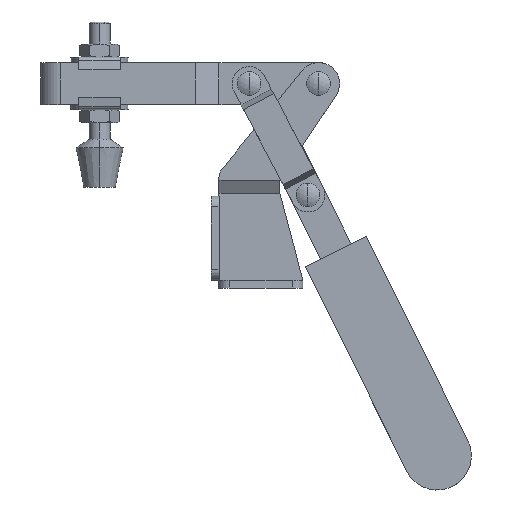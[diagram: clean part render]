
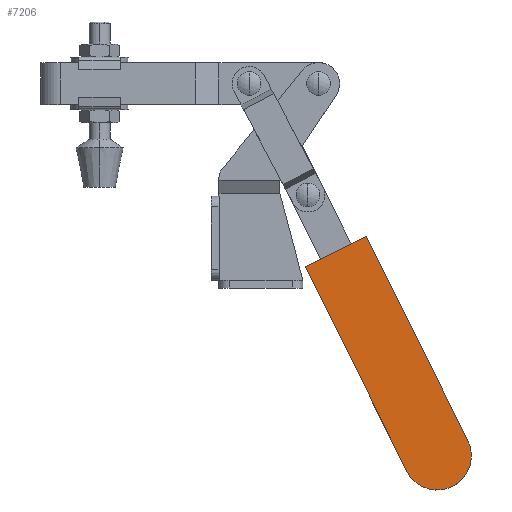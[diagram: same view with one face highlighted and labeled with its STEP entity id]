
A CAD part, top view. The second image highlights one B-rep face of the part: STEP entity #7206.
In plain terms, the highlighted planar face has unit normal (0, 0, 1).
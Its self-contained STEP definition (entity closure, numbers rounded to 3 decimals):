
#92 = DIRECTION ( 'NONE',  ( -0.444, 0.896, 0. ) ) ;
#116 = ORIENTED_EDGE ( 'NONE', *, *, #8734, .T. ) ;
#380 = VECTOR ( 'NONE', #9391, 1000. ) ;
#395 = VECTOR ( 'NONE', #92, 1000. ) ;
#402 = CARTESIAN_POINT ( 'NONE',  ( 86.26, -63.986, 7.5 ) ) ;
#549 = ORIENTED_EDGE ( 'NONE', *, *, #4997, .T. ) ;
#1536 = EDGE_CURVE ( 'NONE', #2818, #6876, #1951, .T. ) ;
#1912 = DIRECTION ( 'NONE',  ( 0., 0., 1. ) ) ;
#1951 = LINE ( 'NONE', #2786, #395 ) ;
#1995 = DIRECTION ( 'NONE',  ( -0.444, 0.896, 0. ) ) ;
#2046 = CARTESIAN_POINT ( 'NONE',  ( 59.25, 19.731, 7.5 ) ) ;
#2786 = CARTESIAN_POINT ( 'NONE',  ( 59.25, 19.731, 7.5 ) ) ;
#2818 = VERTEX_POINT ( 'NONE', #3415 ) ;
#2839 = VERTEX_POINT ( 'NONE', #6263 ) ;
#3249 = CARTESIAN_POINT ( 'NONE',  ( 35.958, 8.178, 7.5 ) ) ;
#3415 = CARTESIAN_POINT ( 'NONE',  ( 97.906, -58.21, 7.5 ) ) ;
#4530 = CARTESIAN_POINT ( 'NONE',  ( 59.25, 19.731, 7.5 ) ) ;
#4997 = EDGE_CURVE ( 'NONE', #6876, #6774, #7651, .T. ) ;
#5390 = CIRCLE ( 'NONE', #7203, 13. ) ;
#5461 = FACE_OUTER_BOUND ( 'NONE', #7864, .T. ) ;
#5477 = PLANE ( 'NONE',  #7789 ) ;
#5650 = CARTESIAN_POINT ( 'NONE',  ( 86.26, -63.986, 7.5 ) ) ;
#6236 = ORIENTED_EDGE ( 'NONE', *, *, #6749, .T. ) ;
#6263 = CARTESIAN_POINT ( 'NONE',  ( 74.613, -69.762, 7.5 ) ) ;
#6412 = LINE ( 'NONE', #3249, #7646 ) ;
#6540 = CARTESIAN_POINT ( 'NONE',  ( 35.958, 8.178, 7.5 ) ) ;
#6749 = EDGE_CURVE ( 'NONE', #6774, #2839, #6412, .T. ) ;
#6774 = VERTEX_POINT ( 'NONE', #6540 ) ;
#6876 = VERTEX_POINT ( 'NONE', #2046 ) ;
#7203 = AXIS2_PLACEMENT_3D ( 'NONE', #402, #1912, #8292 ) ;
#7206 = ADVANCED_FACE ( 'NONE', ( #5461 ), #5477, .F. ) ;
#7646 = VECTOR ( 'NONE', #8401, 1000. ) ;
#7651 = LINE ( 'NONE', #4530, #380 ) ;
#7789 = AXIS2_PLACEMENT_3D ( 'NONE', #5650, #8224, #1995 ) ;
#7864 = EDGE_LOOP ( 'NONE', ( #549, #6236, #116, #8192 ) ) ;
#8192 = ORIENTED_EDGE ( 'NONE', *, *, #1536, .T. ) ;
#8224 = DIRECTION ( 'NONE',  ( 0., 0., -1. ) ) ;
#8292 = DIRECTION ( 'NONE',  ( -0.444, 0.896, 0. ) ) ;
#8401 = DIRECTION ( 'NONE',  ( 0.444, -0.896, 0. ) ) ;
#8734 = EDGE_CURVE ( 'NONE', #2839, #2818, #5390, .T. ) ;
#9391 = DIRECTION ( 'NONE',  ( -0.896, -0.444, 0. ) ) ;
